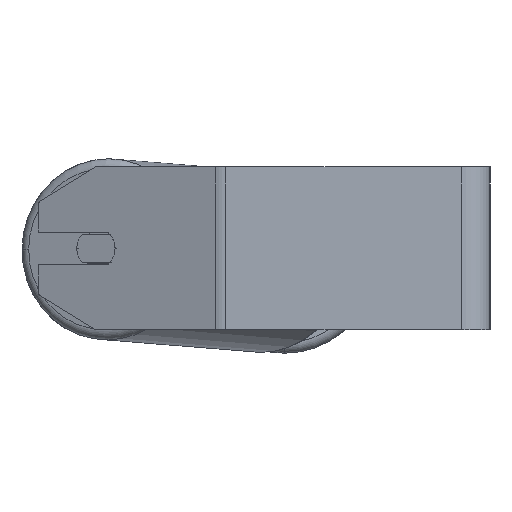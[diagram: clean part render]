
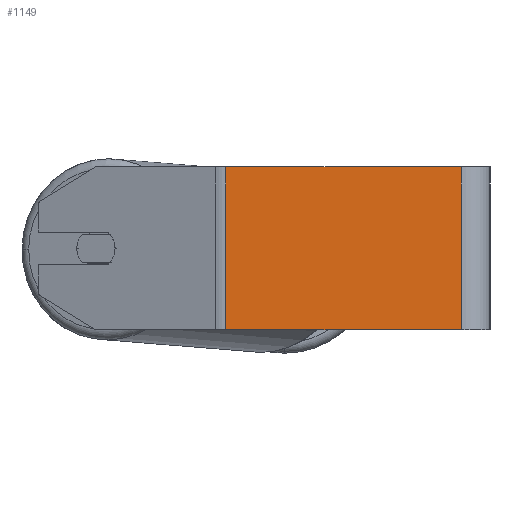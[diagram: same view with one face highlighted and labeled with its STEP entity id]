
A CAD part, left-side view. The second image highlights one B-rep face of the part: STEP entity #1149.
In plain terms, the highlighted planar face has unit normal (-1, 0, 0).
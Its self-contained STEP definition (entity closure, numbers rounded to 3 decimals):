
#993 = VERTEX_POINT ( 'NONE', #7563 ) ;
#1021 = LINE ( 'NONE', #1546, #8747 ) ;
#1053 = LINE ( 'NONE', #5791, #5731 ) ;
#1149 = ADVANCED_FACE ( 'NONE', ( #7788 ), #4428, .F. ) ;
#1392 = VECTOR ( 'NONE', #4739, 1000. ) ;
#1546 = CARTESIAN_POINT ( 'NONE',  ( -400., 14., 40. ) ) ;
#2038 = LINE ( 'NONE', #4610, #1392 ) ;
#2849 = LINE ( 'NONE', #4714, #7840 ) ;
#3075 = EDGE_CURVE ( 'NONE', #7063, #8630, #2038, .T. ) ;
#3384 = CARTESIAN_POINT ( 'NONE',  ( -400., 129.802, -40. ) ) ;
#3559 = ORIENTED_EDGE ( 'NONE', *, *, #4197, .T. ) ;
#3762 = DIRECTION ( 'NONE',  ( 0., 0., -1. ) ) ;
#4011 = CARTESIAN_POINT ( 'NONE',  ( -400., 14., -40. ) ) ;
#4197 = EDGE_CURVE ( 'NONE', #993, #7063, #1053, .T. ) ;
#4386 = CARTESIAN_POINT ( 'NONE',  ( -400., 132.27, 40. ) ) ;
#4423 = EDGE_CURVE ( 'NONE', #993, #6650, #2849, .T. ) ;
#4428 = PLANE ( 'NONE',  #7996 ) ;
#4610 = CARTESIAN_POINT ( 'NONE',  ( -400., 132.27, -40. ) ) ;
#4714 = CARTESIAN_POINT ( 'NONE',  ( -400., 132.27, 40. ) ) ;
#4739 = DIRECTION ( 'NONE',  ( 0., -1., 0. ) ) ;
#4921 = ORIENTED_EDGE ( 'NONE', *, *, #8690, .F. ) ;
#5731 = VECTOR ( 'NONE', #6397, 1000. ) ;
#5791 = CARTESIAN_POINT ( 'NONE',  ( -400., 129.802, 40. ) ) ;
#5847 = DIRECTION ( 'NONE',  ( 1., 0., 0. ) ) ;
#5853 = ORIENTED_EDGE ( 'NONE', *, *, #4423, .F. ) ;
#6220 = DIRECTION ( 'NONE',  ( 0., -1., 0. ) ) ;
#6397 = DIRECTION ( 'NONE',  ( 0., 0., -1. ) ) ;
#6491 = ORIENTED_EDGE ( 'NONE', *, *, #3075, .T. ) ;
#6650 = VERTEX_POINT ( 'NONE', #6834 ) ;
#6834 = CARTESIAN_POINT ( 'NONE',  ( -400., 14., 40. ) ) ;
#6971 = DIRECTION ( 'NONE',  ( 0., 0., -1. ) ) ;
#7063 = VERTEX_POINT ( 'NONE', #3384 ) ;
#7563 = CARTESIAN_POINT ( 'NONE',  ( -400., 129.802, 40. ) ) ;
#7788 = FACE_OUTER_BOUND ( 'NONE', #8026, .T. ) ;
#7840 = VECTOR ( 'NONE', #6220, 1000. ) ;
#7996 = AXIS2_PLACEMENT_3D ( 'NONE', #4386, #5847, #3762 ) ;
#8026 = EDGE_LOOP ( 'NONE', ( #6491, #4921, #5853, #3559 ) ) ;
#8630 = VERTEX_POINT ( 'NONE', #4011 ) ;
#8690 = EDGE_CURVE ( 'NONE', #6650, #8630, #1021, .T. ) ;
#8747 = VECTOR ( 'NONE', #6971, 1000. ) ;
